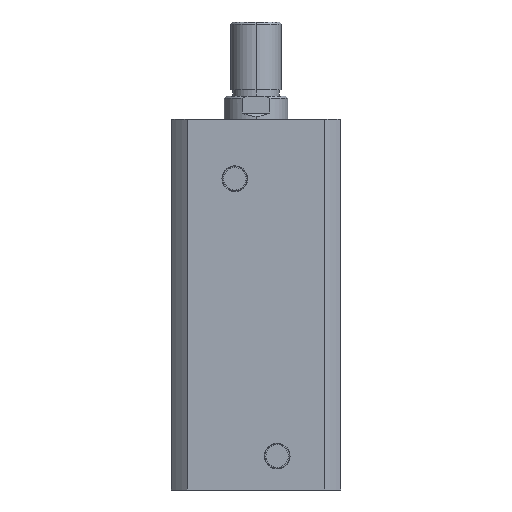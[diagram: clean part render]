
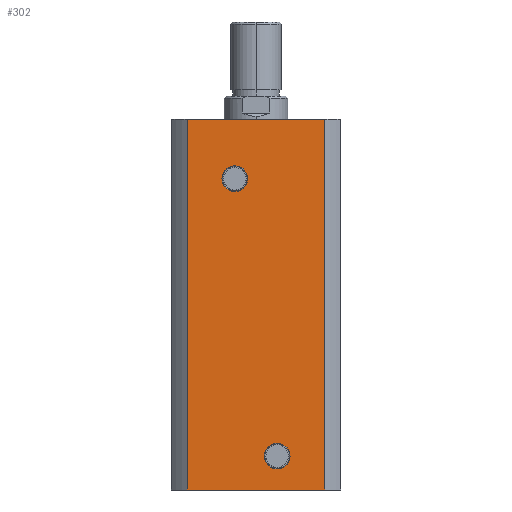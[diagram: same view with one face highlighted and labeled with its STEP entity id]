
A CAD part, left-side view. The second image highlights one B-rep face of the part: STEP entity #302.
In plain terms, the highlighted planar face has unit normal (-1, 0, 0).
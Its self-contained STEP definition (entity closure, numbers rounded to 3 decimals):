
#302 = ADVANCED_FACE ( 'NONE', ( #1296, #1299, #1278 ), #3327, .F. ) ;
#455 = CARTESIAN_POINT ( 'NONE',  ( -40., 32.438, 175. ) ) ;
#471 = CARTESIAN_POINT ( 'NONE',  ( -40., 32.438, 0. ) ) ;
#479 = CARTESIAN_POINT ( 'NONE',  ( -40., -32.438, 175. ) ) ;
#553 = CARTESIAN_POINT ( 'NONE',  ( -40., -32.438, 0. ) ) ;
#621 = CARTESIAN_POINT ( 'NONE',  ( -40., 10., 140.94 ) ) ;
#960 = DIRECTION ( 'NONE',  ( 0., 0., -1. ) ) ;
#966 = CARTESIAN_POINT ( 'NONE',  ( -40., 32.438, 175. ) ) ;
#969 = DIRECTION ( 'NONE',  ( 0., -1., 0. ) ) ;
#977 = CARTESIAN_POINT ( 'NONE',  ( -40., -10., 16. ) ) ;
#978 = DIRECTION ( 'NONE',  ( -1., 0., 0. ) ) ;
#979 = DIRECTION ( 'NONE',  ( 0., 0., 1. ) ) ;
#980 = CARTESIAN_POINT ( 'NONE',  ( -40., 0., 175. ) ) ;
#981 = CARTESIAN_POINT ( 'NONE',  ( -40., 0., 0. ) ) ;
#982 = CARTESIAN_POINT ( 'NONE',  ( -40., 10., 147. ) ) ;
#983 = DIRECTION ( 'NONE',  ( -1., 0., 0. ) ) ;
#984 = DIRECTION ( 'NONE',  ( 0., 0., 1. ) ) ;
#985 = CARTESIAN_POINT ( 'NONE',  ( -40., -32.438, 175. ) ) ;
#987 = DIRECTION ( 'NONE',  ( 0., 0., -1. ) ) ;
#988 = DIRECTION ( 'NONE',  ( 0., -1., 0. ) ) ;
#1043 = CARTESIAN_POINT ( 'NONE',  ( -40., -10., 22.06 ) ) ;
#1055 = CARTESIAN_POINT ( 'NONE',  ( -40., -10., 9.94 ) ) ;
#1085 = CARTESIAN_POINT ( 'NONE',  ( -40., 10., 153.06 ) ) ;
#1108 = CARTESIAN_POINT ( 'NONE',  ( -40., -10., 16. ) ) ;
#1109 = DIRECTION ( 'NONE',  ( -1., 0., 0. ) ) ;
#1110 = DIRECTION ( 'NONE',  ( 0., 0., 1. ) ) ;
#1128 = CARTESIAN_POINT ( 'NONE',  ( -40., 10., 147. ) ) ;
#1129 = DIRECTION ( 'NONE',  ( -1., 0., 0. ) ) ;
#1130 = DIRECTION ( 'NONE',  ( 0., 0., 1. ) ) ;
#1278 = FACE_OUTER_BOUND ( 'NONE', #2390, .T. ) ;
#1296 = FACE_BOUND ( 'NONE', #2386, .T. ) ;
#1299 = FACE_BOUND ( 'NONE', #2389, .T. ) ;
#1696 = LINE ( 'NONE', #966, #1698 ) ;
#1697 = CIRCLE ( 'NONE', #2122, 6.06 ) ;
#1698 = VECTOR ( 'NONE', #960, 1000. ) ;
#1699 = CIRCLE ( 'NONE', #2121, 6.06 ) ;
#1700 = LINE ( 'NONE', #981, #1704 ) ;
#1702 = LINE ( 'NONE', #980, #1708 ) ;
#1703 = LINE ( 'NONE', #985, #1706 ) ;
#1704 = VECTOR ( 'NONE', #969, 1000. ) ;
#1706 = VECTOR ( 'NONE', #987, 1000. ) ;
#1708 = VECTOR ( 'NONE', #988, 1000. ) ;
#1754 = CIRCLE ( 'NONE', #2129, 6.06 ) ;
#1766 = CIRCLE ( 'NONE', #2133, 6.06 ) ;
#1868 = ORIENTED_EDGE ( 'NONE', *, *, #3641, .F. ) ;
#1873 = ORIENTED_EDGE ( 'NONE', *, *, #3756, .F. ) ;
#1890 = ORIENTED_EDGE ( 'NONE', *, *, #3640, .T. ) ;
#1897 = ORIENTED_EDGE ( 'NONE', *, *, #3642, .F. ) ;
#1898 = ORIENTED_EDGE ( 'NONE', *, *, #3636, .T. ) ;
#1904 = ORIENTED_EDGE ( 'NONE', *, *, #3638, .F. ) ;
#1905 = ORIENTED_EDGE ( 'NONE', *, *, #3748, .F. ) ;
#1906 = ORIENTED_EDGE ( 'NONE', *, *, #3639, .F. ) ;
#1991 = AXIS2_PLACEMENT_3D ( 'NONE', #3325, #3320, #3329 ) ;
#2121 = AXIS2_PLACEMENT_3D ( 'NONE', #977, #978, #979 ) ;
#2122 = AXIS2_PLACEMENT_3D ( 'NONE', #982, #983, #984 ) ;
#2129 = AXIS2_PLACEMENT_3D ( 'NONE', #1108, #1109, #1110 ) ;
#2133 = AXIS2_PLACEMENT_3D ( 'NONE', #1128, #1129, #1130 ) ;
#2241 = VERTEX_POINT ( 'NONE', #471 ) ;
#2247 = VERTEX_POINT ( 'NONE', #455 ) ;
#2249 = VERTEX_POINT ( 'NONE', #479 ) ;
#2299 = VERTEX_POINT ( 'NONE', #553 ) ;
#2368 = VERTEX_POINT ( 'NONE', #621 ) ;
#2386 = EDGE_LOOP ( 'NONE', ( #1904, #1905 ) ) ;
#2389 = EDGE_LOOP ( 'NONE', ( #1906, #1873 ) ) ;
#2390 = EDGE_LOOP ( 'NONE', ( #1890, #1868, #1897, #1898 ) ) ;
#3320 = DIRECTION ( 'NONE',  ( 1., 0., 0. ) ) ;
#3325 = CARTESIAN_POINT ( 'NONE',  ( -40., 0., 175. ) ) ;
#3327 = PLANE ( 'NONE',  #1991 ) ;
#3329 = DIRECTION ( 'NONE',  ( 0., 1., 0. ) ) ;
#3636 = EDGE_CURVE ( 'NONE', #2247, #2241, #1696, .T. ) ;
#3638 = EDGE_CURVE ( 'NONE', #3698, #3710, #1699, .T. ) ;
#3639 = EDGE_CURVE ( 'NONE', #3740, #2368, #1697, .T. ) ;
#3640 = EDGE_CURVE ( 'NONE', #2241, #2299, #1700, .T. ) ;
#3641 = EDGE_CURVE ( 'NONE', #2249, #2299, #1703, .T. ) ;
#3642 = EDGE_CURVE ( 'NONE', #2247, #2249, #1702, .T. ) ;
#3698 = VERTEX_POINT ( 'NONE', #1043 ) ;
#3710 = VERTEX_POINT ( 'NONE', #1055 ) ;
#3740 = VERTEX_POINT ( 'NONE', #1085 ) ;
#3748 = EDGE_CURVE ( 'NONE', #3710, #3698, #1754, .T. ) ;
#3756 = EDGE_CURVE ( 'NONE', #2368, #3740, #1766, .T. ) ;
